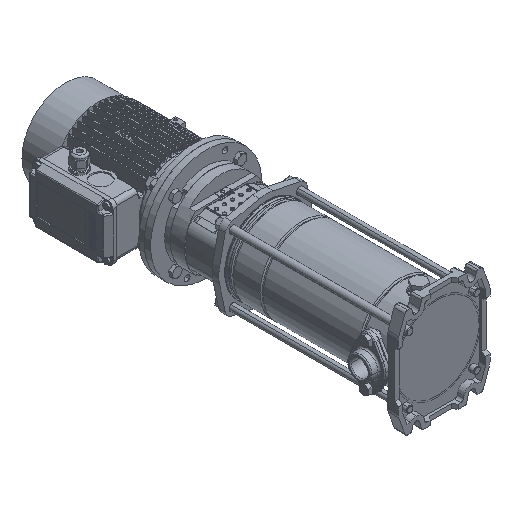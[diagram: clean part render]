
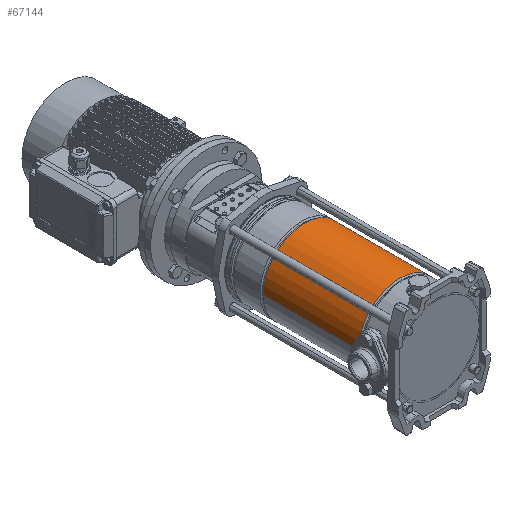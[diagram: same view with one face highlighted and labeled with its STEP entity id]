
A CAD part, isometric view. The second image highlights one B-rep face of the part: STEP entity #67144.
In plain terms, the highlighted cylindrical face has radius 74.4 mm (diameter 148.8 mm), a partial arc.
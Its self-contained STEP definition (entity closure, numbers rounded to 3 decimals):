
#356 = AXIS2_PLACEMENT_3D ( 'NONE', #53946, #65335, #1703 ) ;
#968 = VECTOR ( 'NONE', #30338, 1000. ) ;
#1703 = DIRECTION ( 'NONE',  ( -1., 0., 0. ) ) ;
#3051 = VERTEX_POINT ( 'NONE', #18829 ) ;
#3903 = EDGE_CURVE ( 'NONE', #25304, #16133, #46782, .T. ) ;
#8144 = AXIS2_PLACEMENT_3D ( 'NONE', #37104, #58202, #31920 ) ;
#8964 = ORIENTED_EDGE ( 'NONE', *, *, #59975, .T. ) ;
#12222 = CARTESIAN_POINT ( 'NONE',  ( -74.4, 0., 238.664 ) ) ;
#13219 = LINE ( 'NONE', #56134, #14439 ) ;
#14439 = VECTOR ( 'NONE', #51647, 1000. ) ;
#14597 = EDGE_LOOP ( 'NONE', ( #64053, #66812, #8964, #44158 ) ) ;
#16133 = VERTEX_POINT ( 'NONE', #41908 ) ;
#18349 = DIRECTION ( 'NONE',  ( -1., 0., 0. ) ) ;
#18829 = CARTESIAN_POINT ( 'NONE',  ( 74.4, 0., 238.664 ) ) ;
#19585 = LINE ( 'NONE', #66657, #968 ) ;
#21431 = EDGE_CURVE ( 'NONE', #3051, #22534, #22870, .T. ) ;
#22534 = VERTEX_POINT ( 'NONE', #12222 ) ;
#22870 = CIRCLE ( 'NONE', #42772, 74.4 ) ;
#25304 = VERTEX_POINT ( 'NONE', #29172 ) ;
#28441 = CARTESIAN_POINT ( 'NONE',  ( 0., 0., 238.664 ) ) ;
#29172 = CARTESIAN_POINT ( 'NONE',  ( 74.4, 0., 67.336 ) ) ;
#30338 = DIRECTION ( 'NONE',  ( 0., 0., -1. ) ) ;
#31920 = DIRECTION ( 'NONE',  ( -1., 0., 0. ) ) ;
#37104 = CARTESIAN_POINT ( 'NONE',  ( 0., 0., 67.336 ) ) ;
#41908 = CARTESIAN_POINT ( 'NONE',  ( -74.4, 0., 67.336 ) ) ;
#42772 = AXIS2_PLACEMENT_3D ( 'NONE', #28441, #49527, #18349 ) ;
#44158 = ORIENTED_EDGE ( 'NONE', *, *, #3903, .F. ) ;
#46782 = CIRCLE ( 'NONE', #8144, 74.4 ) ;
#49122 = FACE_OUTER_BOUND ( 'NONE', #14597, .T. ) ;
#49527 = DIRECTION ( 'NONE',  ( 0., 0., -1. ) ) ;
#51647 = DIRECTION ( 'NONE',  ( 0., 0., -1. ) ) ;
#53946 = CARTESIAN_POINT ( 'NONE',  ( 0., 0., 0. ) ) ;
#56134 = CARTESIAN_POINT ( 'NONE',  ( 74.4, 0., 0. ) ) ;
#58202 = DIRECTION ( 'NONE',  ( 0., 0., -1. ) ) ;
#59140 = CYLINDRICAL_SURFACE ( 'NONE', #356, 74.4 ) ;
#59975 = EDGE_CURVE ( 'NONE', #22534, #16133, #19585, .T. ) ;
#64053 = ORIENTED_EDGE ( 'NONE', *, *, #65137, .F. ) ;
#65137 = EDGE_CURVE ( 'NONE', #3051, #25304, #13219, .T. ) ;
#65335 = DIRECTION ( 'NONE',  ( 0., 0., -1. ) ) ;
#66657 = CARTESIAN_POINT ( 'NONE',  ( -74.4, 0., 0. ) ) ;
#66812 = ORIENTED_EDGE ( 'NONE', *, *, #21431, .T. ) ;
#67144 = ADVANCED_FACE ( 'NONE', ( #49122 ), #59140, .T. ) ;
